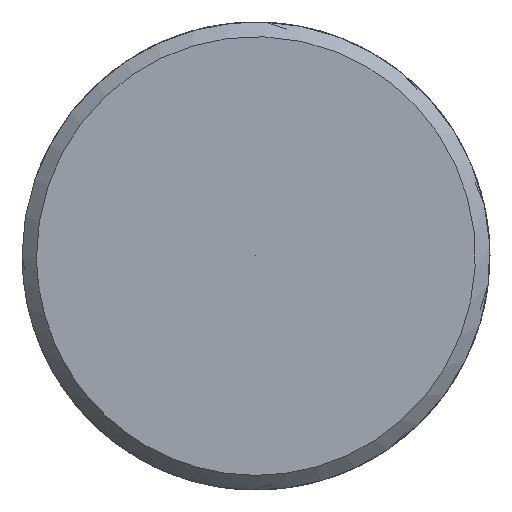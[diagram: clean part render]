
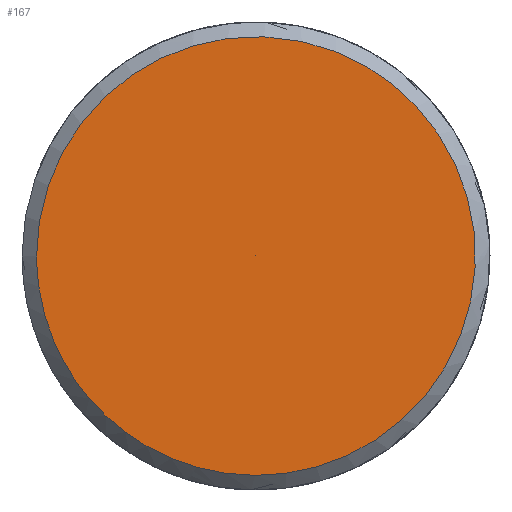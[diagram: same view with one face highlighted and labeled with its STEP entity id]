
A CAD part, left-side view. The second image highlights one B-rep face of the part: STEP entity #167.
In plain terms, the highlighted free-form (B-spline) face has degree [5, 1] with [6, 2] control points.
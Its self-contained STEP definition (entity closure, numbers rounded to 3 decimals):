
#133 = CARTESIAN_POINT ('', (-100., 0., 0.));
#134 = VERTEX_POINT ('', #133);
#135 = CARTESIAN_POINT ('', (-100., 3.75, 0.));
#136 = VERTEX_POINT ('', #135);
#137 = CARTESIAN_POINT ('', (-100., 0., 0.));
#138 = CARTESIAN_POINT ('', (-100., 3.75, 0.));
#139 = B_SPLINE_CURVE_WITH_KNOTS ('', 1, (#137, #138), .UNSPECIFIED., .F., .U., (2, 2), (0., 1.), .UNSPECIFIED.);
#140 = EDGE_CURVE ('', #134, #136, #139, .T.);
#141 = ORIENTED_EDGE ('', *, *, #140, .F.);
#142 = ORIENTED_EDGE ('', *, *, #140, .T.);
#143 = CARTESIAN_POINT ('', (-100., 3.75, 0.));
#144 = CARTESIAN_POINT ('', (-100., 3.75, 15.));
#145 = CARTESIAN_POINT ('', (-100., -11.25, 7.5));
#146 = CARTESIAN_POINT ('', (-100., -11.25, -7.5));
#147 = CARTESIAN_POINT ('', (-100., 3.75, -15.));
#148 = CARTESIAN_POINT ('', (-100., 3.75, 0.));
#149 = (
   BOUNDED_CURVE ()
   B_SPLINE_CURVE (5, (#143, #144, #145, #146, #147, #148), .UNSPECIFIED., .T., .U.)
   B_SPLINE_CURVE_WITH_KNOTS ((6, 6), (0., 1.), .UNSPECIFIED.)
   CURVE ()
   GEOMETRIC_REPRESENTATION_ITEM ()
   RATIONAL_B_SPLINE_CURVE ((5., 1., 1., 1., 1., 5.))
   REPRESENTATION_ITEM ('')
);
#150 = EDGE_CURVE ('', #136, #136, #149, .T.);
#151 = ORIENTED_EDGE ('', *, *, #150, .F.);
#152 = EDGE_LOOP ('', (#141, #142, #151));
#153 = FACE_OUTER_BOUND ('', #152, .T.);
#154 = CARTESIAN_POINT ('', (-100., 0., 0.));
#155 = CARTESIAN_POINT ('', (-100., 3.75, 0.));
#156 = CARTESIAN_POINT ('', (-100., 0., 0.));
#157 = CARTESIAN_POINT ('', (-100., 3.75, 15.));
#158 = CARTESIAN_POINT ('', (-100., 0., 0.));
#159 = CARTESIAN_POINT ('', (-100., -11.25, 7.5));
#160 = CARTESIAN_POINT ('', (-100., 0., 0.));
#161 = CARTESIAN_POINT ('', (-100., -11.25, -7.5));
#162 = CARTESIAN_POINT ('', (-100., 0., 0.));
#163 = CARTESIAN_POINT ('', (-100., 3.75, -15.));
#164 = CARTESIAN_POINT ('', (-100., 0., 0.));
#165 = CARTESIAN_POINT ('', (-100., 3.75, 0.));
#166 = (
   BOUNDED_SURFACE ()
   B_SPLINE_SURFACE (5, 1, ((#154, #155), (#156, #157), (#158, #159), (#160, #161), (#162, #163), (#164, #165)), .UNSPECIFIED., .T., .F., .U.)
   B_SPLINE_SURFACE_WITH_KNOTS ((6, 6), (2, 2), (0., 1.), (0., 1.), .UNSPECIFIED.)
   SURFACE ()
   GEOMETRIC_REPRESENTATION_ITEM ()
   RATIONAL_B_SPLINE_SURFACE (((5., 5.), (1., 1.), (1., 1.), (1., 1.), (1., 1.), (5., 5.)))
   REPRESENTATION_ITEM ('')
);
#167 = ADVANCED_FACE ('', (#153), #166, .T.);
